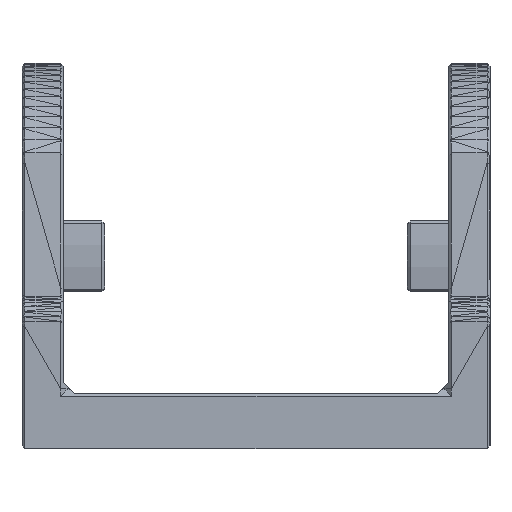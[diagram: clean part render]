
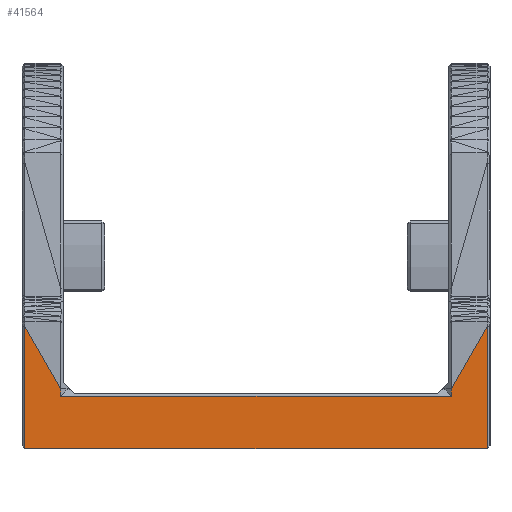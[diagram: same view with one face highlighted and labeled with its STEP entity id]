
A CAD part, front view. The second image highlights one B-rep face of the part: STEP entity #41564.
In plain terms, the highlighted planar face has unit normal (0, -1, 0).
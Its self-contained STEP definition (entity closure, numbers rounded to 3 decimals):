
#1094=FACE_OUTER_BOUND('',#3419,.T.);
#3419=EDGE_LOOP('',(#29757,#29758,#29759,#29760,#29761,#29762,#29763,#29764));
#6177=LINE('',#58879,#11935);
#6512=LINE('',#59550,#12270);
#6523=LINE('',#59573,#12281);
#6729=LINE('',#60235,#12487);
#6735=LINE('',#60304,#12493);
#6736=LINE('',#60306,#12494);
#6737=LINE('',#60308,#12495);
#6738=LINE('',#60309,#12496);
#11935=VECTOR('',#47316,1000.);
#12270=VECTOR('',#48223,1000.);
#12281=VECTOR('',#48252,1000.);
#12487=VECTOR('',#48620,1000.);
#12493=VECTOR('',#48698,1000.);
#12494=VECTOR('',#48699,1000.);
#12495=VECTOR('',#48700,1000.);
#12496=VECTOR('',#48701,1000.);
#17515=VERTEX_POINT('',#58877);
#17516=VERTEX_POINT('',#58878);
#17560=VERTEX_POINT('',#59282);
#17565=VERTEX_POINT('',#59572);
#17740=VERTEX_POINT('',#60234);
#17767=VERTEX_POINT('',#60303);
#17768=VERTEX_POINT('',#60305);
#17769=VERTEX_POINT('',#60307);
#21539=EDGE_CURVE('',#17515,#17516,#6177,.T.);
#21875=EDGE_CURVE('',#17560,#17515,#6512,.T.);
#21886=EDGE_CURVE('',#17516,#17565,#6523,.T.);
#22132=EDGE_CURVE('',#17565,#17740,#6729,.T.);
#22172=EDGE_CURVE('',#17560,#17767,#6735,.T.);
#22173=EDGE_CURVE('',#17767,#17768,#6736,.T.);
#22174=EDGE_CURVE('',#17768,#17769,#6737,.T.);
#22175=EDGE_CURVE('',#17769,#17740,#6738,.T.);
#29757=ORIENTED_EDGE('',*,*,#22172,.T.);
#29758=ORIENTED_EDGE('',*,*,#22173,.T.);
#29759=ORIENTED_EDGE('',*,*,#22174,.T.);
#29760=ORIENTED_EDGE('',*,*,#22175,.T.);
#29761=ORIENTED_EDGE('',*,*,#22132,.F.);
#29762=ORIENTED_EDGE('',*,*,#21886,.F.);
#29763=ORIENTED_EDGE('',*,*,#21539,.F.);
#29764=ORIENTED_EDGE('',*,*,#21875,.F.);
#39308=PLANE('',#43962);
#41564=ADVANCED_FACE('',(#1094),#39308,.F.);
#43962=AXIS2_PLACEMENT_3D('',#60302,#48696,#48697);
#47316=DIRECTION('',(0.499,0.,-0.867));
#48223=DIRECTION('',(0.,0.,1.));
#48252=DIRECTION('',(0.,0.,-1.));
#48620=DIRECTION('',(1.,0.,0.));
#48696=DIRECTION('center_axis',(0.,1.,0.));
#48697=DIRECTION('ref_axis',(0.,0.,1.));
#48698=DIRECTION('',(1.,0.,0.));
#48699=DIRECTION('',(0.,0.,1.));
#48700=DIRECTION('',(-0.499,0.,-0.867));
#48701=DIRECTION('',(0.,0.,-1.));
#58877=CARTESIAN_POINT('',(-8.4,-9.,4.434));
#58878=CARTESIAN_POINT('',(-7.1,-9.,2.174));
#58879=CARTESIAN_POINT('',(-8.5,-9.,4.608));
#59282=CARTESIAN_POINT('',(-8.4,-9.,0.));
#59550=CARTESIAN_POINT('',(-8.4,-9.,0.));
#59572=CARTESIAN_POINT('',(-7.1,-9.,1.9));
#59573=CARTESIAN_POINT('',(-7.1,-9.,0.));
#60234=CARTESIAN_POINT('',(7.1,-9.,1.9));
#60235=CARTESIAN_POINT('',(7.,-9.,1.9));
#60302=CARTESIAN_POINT('Origin',(0.,-9.,0.));
#60303=CARTESIAN_POINT('',(8.4,-9.,0.));
#60304=CARTESIAN_POINT('',(-8.5,-9.,0.));
#60305=CARTESIAN_POINT('',(8.4,-9.,4.434));
#60306=CARTESIAN_POINT('',(8.4,-9.,0.));
#60307=CARTESIAN_POINT('',(7.1,-9.,2.174));
#60308=CARTESIAN_POINT('',(8.5,-9.,4.608));
#60309=CARTESIAN_POINT('',(7.1,-9.,0.));
